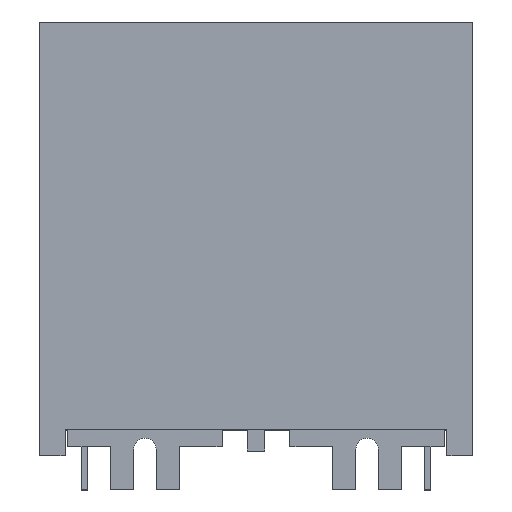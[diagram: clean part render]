
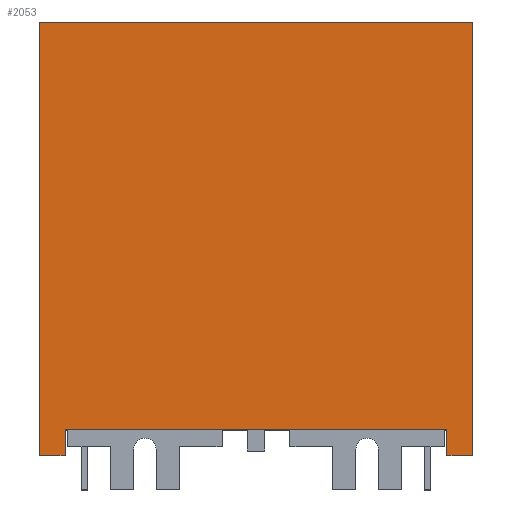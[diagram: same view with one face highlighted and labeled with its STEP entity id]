
A CAD part, top view. The second image highlights one B-rep face of the part: STEP entity #2053.
In plain terms, the highlighted planar face has unit normal (0, 0, 1).
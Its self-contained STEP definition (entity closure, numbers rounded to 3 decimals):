
#16 = CARTESIAN_POINT ( 'NONE',  ( -5.25, 0., 30.85 ) ) ;
#20 = VERTEX_POINT ( 'NONE', #1204 ) ;
#106 = CARTESIAN_POINT ( 'NONE',  ( 42.25, 0., 30.85 ) ) ;
#126 = VERTEX_POINT ( 'NONE', #1262 ) ;
#143 = EDGE_LOOP ( 'NONE', ( #1663, #2315, #1189, #1553, #2081, #2161, #2238, #1182 ) ) ;
#280 = LINE ( 'NONE', #281, #282 ) ;
#281 = CARTESIAN_POINT ( 'NONE',  ( -2.25, -4.104, 30.85 ) ) ;
#282 = VECTOR ( 'NONE', #283, 1000. ) ;
#283 = DIRECTION ( 'NONE',  ( 0., 1., 0. ) ) ;
#322 = LINE ( 'NONE', #323, #324 ) ;
#323 = CARTESIAN_POINT ( 'NONE',  ( -5.25, 0., 30.85 ) ) ;
#324 = VECTOR ( 'NONE', #325, 1000. ) ;
#325 = DIRECTION ( 'NONE',  ( 1., 0., 0. ) ) ;
#340 = LINE ( 'NONE', #341, #342 ) ;
#341 = CARTESIAN_POINT ( 'NONE',  ( -5.25, 50.5, 30.85 ) ) ;
#342 = VECTOR ( 'NONE', #343, 1000. ) ;
#343 = DIRECTION ( 'NONE',  ( 1., 0., 0. ) ) ;
#575 = LINE ( 'NONE', #576, #577 ) ;
#576 = CARTESIAN_POINT ( 'NONE',  ( 45.25, 0., 30.85 ) ) ;
#577 = VECTOR ( 'NONE', #578, 1000. ) ;
#578 = DIRECTION ( 'NONE',  ( 1., 0., 0. ) ) ;
#739 = LINE ( 'NONE', #740, #741 ) ;
#740 = CARTESIAN_POINT ( 'NONE',  ( -5.25, 50.5, 30.85 ) ) ;
#741 = VECTOR ( 'NONE', #742, 1000. ) ;
#742 = DIRECTION ( 'NONE',  ( 0., -1., 0. ) ) ;
#761 = LINE ( 'NONE', #762, #763 ) ;
#762 = CARTESIAN_POINT ( 'NONE',  ( -5.25, 3., 30.85 ) ) ;
#763 = VECTOR ( 'NONE', #764, 1000. ) ;
#764 = DIRECTION ( 'NONE',  ( 1., 0., 0. ) ) ;
#765 = CARTESIAN_POINT ( 'NONE',  ( 45.25, 0., 30.85 ) ) ;
#1129 = EDGE_CURVE ( 'NONE', #1146, #2211, #1649, .T. ) ;
#1146 = VERTEX_POINT ( 'NONE', #1788 ) ;
#1160 = VERTEX_POINT ( 'NONE', #1897 ) ;
#1169 = VERTEX_POINT ( 'NONE', #16 ) ;
#1182 = ORIENTED_EDGE ( 'NONE', *, *, #1319, .F. ) ;
#1189 = ORIENTED_EDGE ( 'NONE', *, *, #1256, .T. ) ;
#1204 = CARTESIAN_POINT ( 'NONE',  ( -5.25, 50.5, 30.85 ) ) ;
#1228 = CARTESIAN_POINT ( 'NONE',  ( -2.25, 3., 30.85 ) ) ;
#1256 = EDGE_CURVE ( 'NONE', #1160, #2035, #280, .T. ) ;
#1262 = CARTESIAN_POINT ( 'NONE',  ( 42.25, 3., 30.85 ) ) ;
#1298 = EDGE_CURVE ( 'NONE', #1169, #1160, #322, .T. ) ;
#1319 = EDGE_CURVE ( 'NONE', #20, #1146, #340, .T. ) ;
#1387 = FACE_OUTER_BOUND ( 'NONE', #143, .T. ) ;
#1404 = PLANE ( 'NONE',  #1405 ) ;
#1405 = AXIS2_PLACEMENT_3D ( 'NONE', #1406, #1410, #1411 ) ;
#1406 = CARTESIAN_POINT ( 'NONE',  ( -5.25, 50.5, 30.85 ) ) ;
#1410 = DIRECTION ( 'NONE',  ( 0., 0., -1. ) ) ;
#1411 = DIRECTION ( 'NONE',  ( -1., 0., 0. ) ) ;
#1553 = ORIENTED_EDGE ( 'NONE', *, *, #1885, .T. ) ;
#1649 = LINE ( 'NONE', #1650, #1651 ) ;
#1650 = CARTESIAN_POINT ( 'NONE',  ( 45.25, 50.5, 30.85 ) ) ;
#1651 = VECTOR ( 'NONE', #1652, 1000. ) ;
#1652 = DIRECTION ( 'NONE',  ( 0., -1., 0. ) ) ;
#1663 = ORIENTED_EDGE ( 'NONE', *, *, #1844, .T. ) ;
#1788 = CARTESIAN_POINT ( 'NONE',  ( 45.25, 50.5, 30.85 ) ) ;
#1839 = LINE ( 'NONE', #1840, #1841 ) ;
#1840 = CARTESIAN_POINT ( 'NONE',  ( 42.25, -4.104, 30.85 ) ) ;
#1841 = VECTOR ( 'NONE', #1842, 1000. ) ;
#1842 = DIRECTION ( 'NONE',  ( 0., 1., 0. ) ) ;
#1844 = EDGE_CURVE ( 'NONE', #20, #1169, #739, .T. ) ;
#1885 = EDGE_CURVE ( 'NONE', #2035, #126, #761, .T. ) ;
#1897 = CARTESIAN_POINT ( 'NONE',  ( -2.25, 0., 30.85 ) ) ;
#2035 = VERTEX_POINT ( 'NONE', #1228 ) ;
#2053 = ADVANCED_FACE ( 'NONE', ( #1387 ), #1404, .F. ) ;
#2081 = ORIENTED_EDGE ( 'NONE', *, *, #2106, .F. ) ;
#2106 = EDGE_CURVE ( 'NONE', #2124, #126, #1839, .T. ) ;
#2124 = VERTEX_POINT ( 'NONE', #106 ) ;
#2161 = ORIENTED_EDGE ( 'NONE', *, *, #2194, .T. ) ;
#2194 = EDGE_CURVE ( 'NONE', #2124, #2211, #575, .T. ) ;
#2211 = VERTEX_POINT ( 'NONE', #765 ) ;
#2238 = ORIENTED_EDGE ( 'NONE', *, *, #1129, .F. ) ;
#2315 = ORIENTED_EDGE ( 'NONE', *, *, #1298, .T. ) ;
